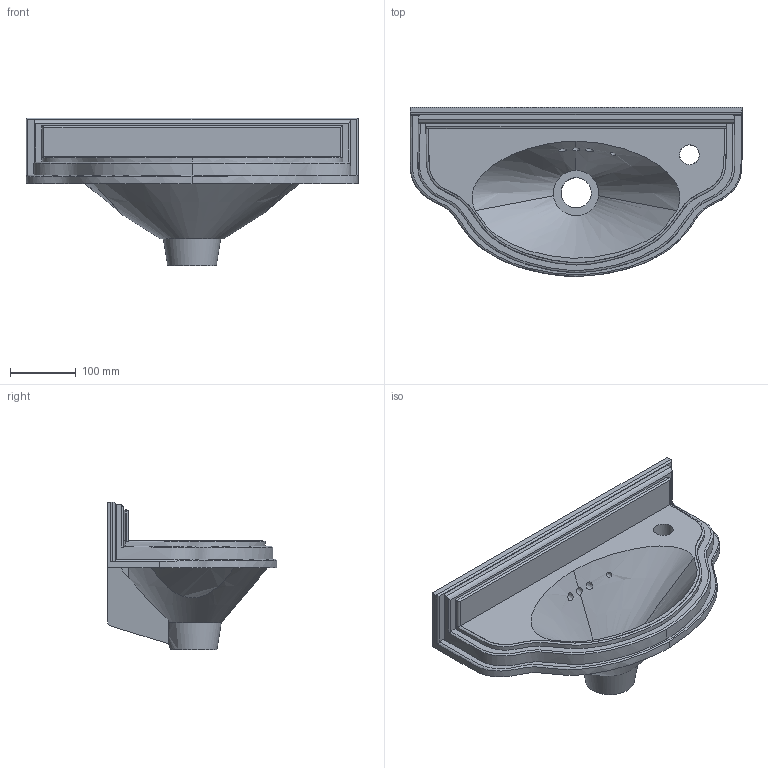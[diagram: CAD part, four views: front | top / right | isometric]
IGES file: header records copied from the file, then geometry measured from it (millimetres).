
Global section: file name: WLY014-R   P13R; native system: AutoCAD 2016 - English; preprocessor: Autodesk Translation Framework DWG producer (atf_dwg_producer); organization: unknown; date: 20161003.100705; units: millimetre
Bounding box: 505 x 257.43 x 225 mm (x, y, z)
Volume: 5556388.8 mm3; surface area: 411550.7 mm2
Topology: 1 solids, 1 shells, 115 faces, 328 edges, 219 vertices
Faces by surface type: bspline 115
